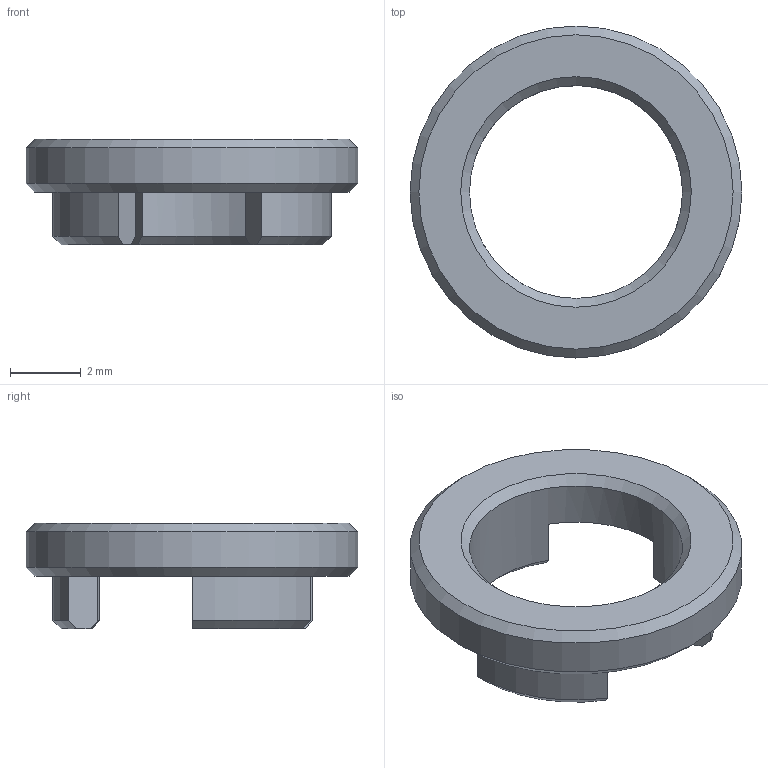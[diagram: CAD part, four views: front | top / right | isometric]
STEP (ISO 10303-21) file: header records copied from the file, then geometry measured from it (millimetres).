
FILE_DESCRIPTION(/* description */ (''),/* implementation_level */ '2;1');
FILE_NAME(/* name */ '41665_TXP 6mm Plastic Bushing_Spacer v1.step',/* time_stamp */ '2020-10-25T13:54:21-04:00',/* author */ (''),/* organization */ (''),/* preprocessor_version */ 'ST-DEVELOPER v18.1',/* originating_system */ 'Autodesk Translation Framework v9.3.0.1241',/* authorisation */ '');
FILE_SCHEMA (('AUTOMOTIVE_DESIGN { 1 0 10303 214 3 1 1 }'));
Length unit declared in the file: millimetre
Products named in the file (1): 41665_TXP 6mm Plastic Bushing_Spacer
Bounding box: 9.4 x 9.4 x 3 mm (x, y, z)
Volume: 73 mm3; surface area: 179.6 mm2
Topology: 1 solids, 1 shells, 25 faces, 66 edges, 43 vertices
Faces by surface type: plane 11, cone 9, cylinder 5
Full cylindrical faces by diameter (mm): 6.03 x1, 9.4 x1
Entity records: 825 total; most frequent: DIRECTION 143, CARTESIAN_POINT 135, ORIENTED_EDGE 132, EDGE_CURVE 66, AXIS2_PLACEMENT_3D 51, VERTEX_POINT 43, LINE 41, VECTOR 41
